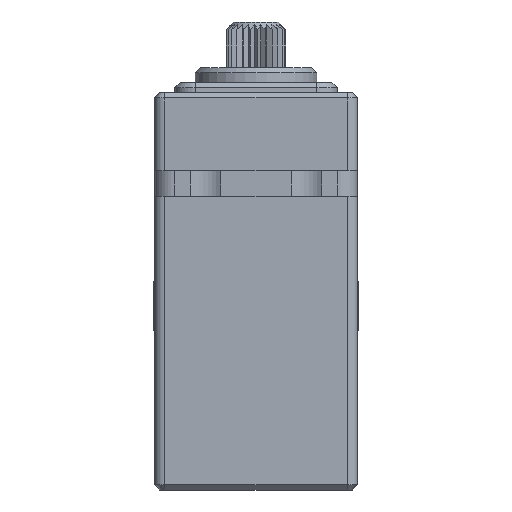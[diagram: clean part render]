
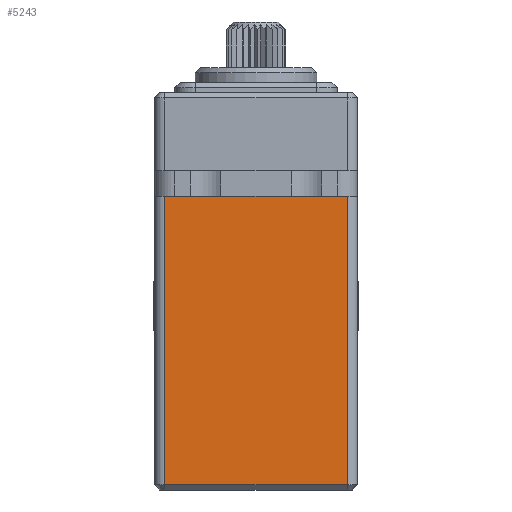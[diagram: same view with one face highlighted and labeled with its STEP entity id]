
A CAD part, left-side view. The second image highlights one B-rep face of the part: STEP entity #5243.
In plain terms, the highlighted planar face has unit normal (-1, 0, 0).
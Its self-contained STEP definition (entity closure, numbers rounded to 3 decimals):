
#501=FACE_OUTER_BOUND('',#782,.T.);
#782=EDGE_LOOP('',(#4208,#4209,#4210,#4211));
#1295=LINE('',#8591,#1870);
#1296=LINE('',#8597,#1871);
#1298=LINE('',#8603,#1873);
#1299=LINE('',#8604,#1874);
#1870=VECTOR('',#6343,10.);
#1871=VECTOR('',#6352,10.);
#1873=VECTOR('',#6358,10.);
#1874=VECTOR('',#6359,10.);
#2417=VERTEX_POINT('',#8582);
#2419=VERTEX_POINT('',#8589);
#2420=VERTEX_POINT('',#8596);
#2422=VERTEX_POINT('',#8602);
#3096=EDGE_CURVE('',#2419,#2417,#1295,.T.);
#3099=EDGE_CURVE('',#2417,#2420,#1296,.T.);
#3102=EDGE_CURVE('',#2422,#2419,#1298,.T.);
#3103=EDGE_CURVE('',#2422,#2420,#1299,.T.);
#4208=ORIENTED_EDGE('',*,*,#3096,.F.);
#4209=ORIENTED_EDGE('',*,*,#3102,.F.);
#4210=ORIENTED_EDGE('',*,*,#3103,.T.);
#4211=ORIENTED_EDGE('',*,*,#3099,.F.);
#4990=PLANE('',#5504);
#5243=ADVANCED_FACE('',(#501),#4990,.T.);
#5504=AXIS2_PLACEMENT_3D('',#8601,#6356,#6357);
#6343=DIRECTION('',(0.,1.,0.));
#6352=DIRECTION('',(0.,0.,1.));
#6356=DIRECTION('center_axis',(-1.,0.,0.));
#6357=DIRECTION('ref_axis',(0.,0.,1.));
#6358=DIRECTION('',(0.,0.,-1.));
#6359=DIRECTION('',(0.,1.,0.));
#8582=CARTESIAN_POINT('',(0.,19.,0.5));
#8589=CARTESIAN_POINT('',(0.,1.,0.5));
#8591=CARTESIAN_POINT('',(0.,0.,0.5));
#8596=CARTESIAN_POINT('',(0.,19.,29.));
#8597=CARTESIAN_POINT('',(0.,19.,9.8));
#8601=CARTESIAN_POINT('Origin',(0.,0.,0.));
#8602=CARTESIAN_POINT('',(0.,1.,29.));
#8603=CARTESIAN_POINT('',(0.,1.,9.8));
#8604=CARTESIAN_POINT('',(0.,0.,29.));
